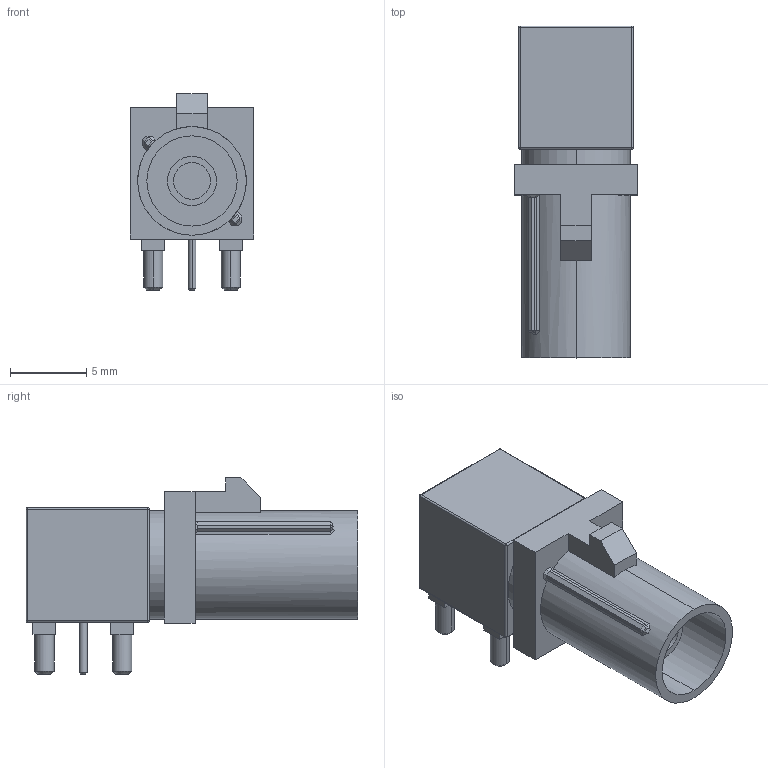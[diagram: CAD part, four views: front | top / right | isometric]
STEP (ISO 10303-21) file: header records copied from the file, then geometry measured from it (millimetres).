
FILE_DESCRIPTION (( 'STEP AP214' ), '1' );
FILE_NAME ('FAKRA.STEP', '2024-08-14T07:18:29', ( '' ), ( '' ), 'SwSTEP 2.0', 'SolidWorks 2020', '' );
FILE_SCHEMA (( 'AUTOMOTIVE_DESIGN' ));
Length unit declared in the file: millimetre
Products named in the file (1): FAKRA
Bounding box: 8.1 x 21.7 x 12.85 mm (x, y, z)
Volume: 869.9 mm3; surface area: 1125 mm2
Topology: 1 solids, 1 shells, 144 faces, 330 edges, 194 vertices
Faces by surface type: plane 87, cylinder 33, cone 12, sphere 8, bspline 4
Entity records: 4745 total; most frequent: CARTESIAN_POINT 711, DIRECTION 678, ORIENTED_EDGE 644, EDGE_CURVE 322, LINE 228, VECTOR 228, AXIS2_PLACEMENT_3D 225, VERTEX_POINT 194
